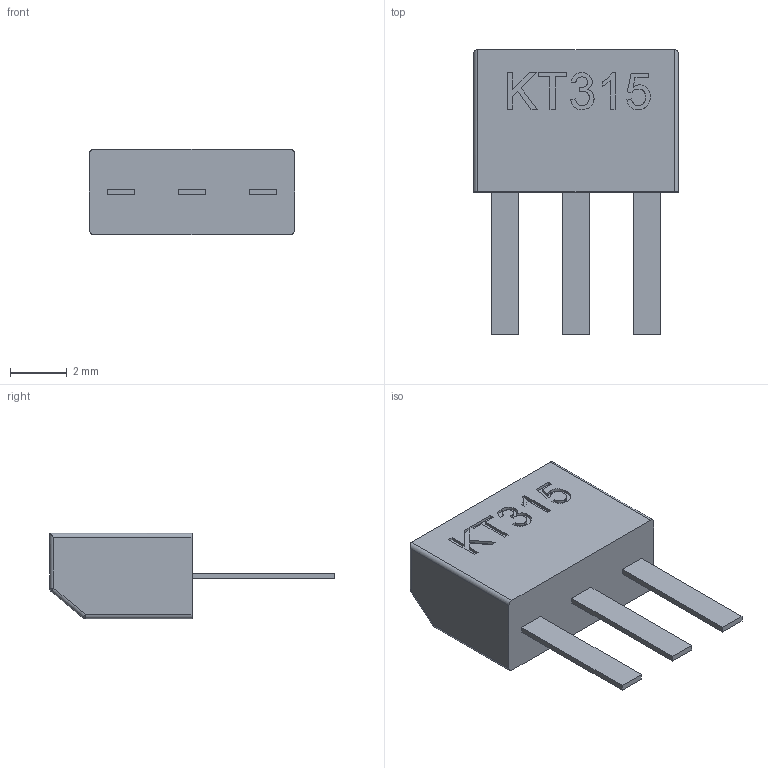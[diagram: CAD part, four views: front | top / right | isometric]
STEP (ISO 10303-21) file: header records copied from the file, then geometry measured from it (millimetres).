
FILE_DESCRIPTION (( 'STEP AP214' ), '1' );
FILE_NAME ('User Library-KT315-1.STEP', '2014-03-13T06:17:47', ( 'Windows User' ), ( '' ), 'SwSTEP 2.0', 'SolidWorks 2014', '' );
FILE_SCHEMA (( 'AUTOMOTIVE_DESIGN' ));
Length unit declared in the file: millimetre
Products named in the file (1): User Library-KT315-1
Bounding box: 7.2 x 10 x 3 mm (x, y, z)
Volume: 106.2 mm3; surface area: 174.9 mm2
Topology: 1 solids, 1 shells, 101 faces, 263 edges, 168 vertices
Faces by surface type: plane 62, bspline 29, cylinder 10
Entity records: 5460 total; most frequent: CARTESIAN_POINT 2044, ORIENTED_EDGE 518, DIRECTION 369, EDGE_CURVE 259, VECTOR 191, LINE 191, VERTEX_POINT 168, EDGE_LOOP 109
